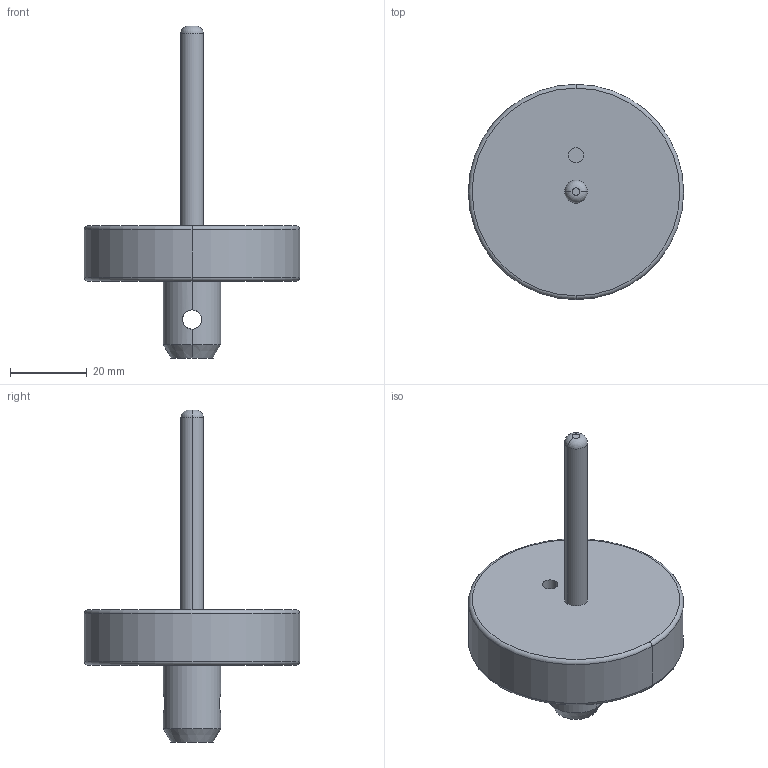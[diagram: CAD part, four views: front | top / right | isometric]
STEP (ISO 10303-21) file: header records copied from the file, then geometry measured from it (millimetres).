
FILE_DESCRIPTION (( 'STEP AP203' ), '1' );
FILE_NAME ('adaptateur 9.5mm.STEP', '2020-09-13T16:07:02', ( '' ), ( '' ), 'SwSTEP 2.0', 'SolidWorks 2017', '' );
FILE_SCHEMA (( 'CONFIG_CONTROL_DESIGN' ));
Length unit declared in the file: millimetre
Products named in the file (1): adaptateur 9.5mm
Bounding box: 56 x 56 x 86.35 mm (x, y, z)
Volume: 39721.3 mm3; surface area: 9378.3 mm2
Topology: 1 solids, 1 shells, 23 faces, 48 edges, 28 vertices
Faces by surface type: cylinder 10, torus 6, plane 5, cone 2
Entity records: 809 total; most frequent: CARTESIAN_POINT 220, DIRECTION 122, ORIENTED_EDGE 96, AXIS2_PLACEMENT_3D 54, EDGE_CURVE 48, CIRCLE 30, VERTEX_POINT 28, EDGE_LOOP 26
